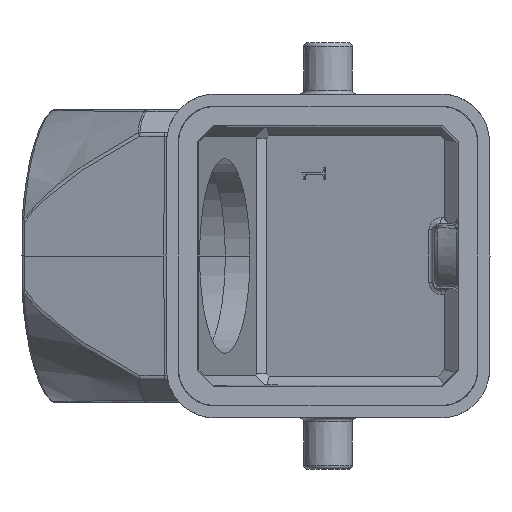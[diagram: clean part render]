
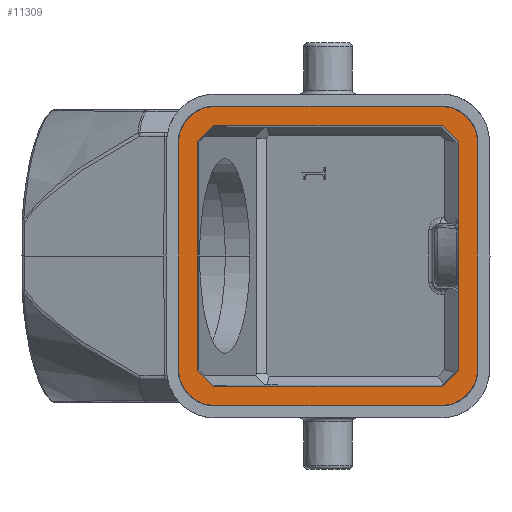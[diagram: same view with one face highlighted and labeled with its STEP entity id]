
A CAD part, front view. The second image highlights one B-rep face of the part: STEP entity #11309.
In plain terms, the highlighted planar face has unit normal (0, -1, 0).
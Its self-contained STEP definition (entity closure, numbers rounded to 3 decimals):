
#3595=DIRECTION('',(0.,0.,1.));
#3596=VECTOR('',#3595,18.805);
#3597=CARTESIAN_POINT('',(10.75,3.7,-9.403));
#3598=LINE('',#3597,#3596);
#3678=CARTESIAN_POINT('',(-9.3,3.7,9.3));
#3679=DIRECTION('',(0.,-1.,0.));
#3680=DIRECTION('',(0.,0.,1.));
#3681=AXIS2_PLACEMENT_3D('',#3678,#3679,#3680);
#3683=CARTESIAN_POINT('',(9.3,3.7,9.3));
#3684=DIRECTION('',(0.,-1.,0.));
#3685=DIRECTION('',(1.,0.,0.));
#3686=AXIS2_PLACEMENT_3D('',#3683,#3684,#3685);
#3688=CARTESIAN_POINT('',(9.3,3.7,-9.3));
#3689=DIRECTION('',(0.,-1.,0.));
#3690=DIRECTION('',(0.,0.,-1.));
#3691=AXIS2_PLACEMENT_3D('',#3688,#3689,#3690);
#3693=CARTESIAN_POINT('',(-9.3,3.7,-9.3));
#3694=DIRECTION('',(0.,-1.,0.));
#3695=DIRECTION('',(-1.,0.,0.));
#3696=AXIS2_PLACEMENT_3D('',#3693,#3694,#3695);
#3698=DIRECTION('',(-0.707,0.,0.707));
#3699=VECTOR('',#3698,1.906);
#3700=CARTESIAN_POINT('',(-9.403,3.7,-10.75));
#3701=LINE('',#3700,#3699);
#3702=DIRECTION('',(-0.707,0.,-0.707));
#3703=VECTOR('',#3702,1.906);
#3704=CARTESIAN_POINT('',(10.75,3.7,-9.403));
#3705=LINE('',#3704,#3703);
#3706=DIRECTION('',(0.707,0.,-0.707));
#3707=VECTOR('',#3706,1.906);
#3708=CARTESIAN_POINT('',(9.403,3.7,10.75));
#3709=LINE('',#3708,#3707);
#3710=DIRECTION('',(0.707,0.,0.707));
#3711=VECTOR('',#3710,1.906);
#3712=CARTESIAN_POINT('',(-10.75,3.7,9.403));
#3713=LINE('',#3712,#3711);
#3714=DIRECTION('',(0.,0.,1.));
#3715=VECTOR('',#3714,18.6);
#3716=CARTESIAN_POINT('',(-12.3,3.7,-9.3));
#3717=LINE('',#3716,#3715);
#3734=DIRECTION('',(1.,0.,0.));
#3735=VECTOR('',#3734,18.6);
#3736=CARTESIAN_POINT('',(-9.3,3.7,12.3));
#3737=LINE('',#3736,#3735);
#3750=DIRECTION('',(0.,0.,-1.));
#3751=VECTOR('',#3750,18.6);
#3752=CARTESIAN_POINT('',(12.3,3.7,9.3));
#3753=LINE('',#3752,#3751);
#3766=DIRECTION('',(-1.,0.,0.));
#3767=VECTOR('',#3766,18.6);
#3768=CARTESIAN_POINT('',(9.3,3.7,-12.3));
#3769=LINE('',#3768,#3767);
#3778=DIRECTION('',(1.,0.,0.));
#3779=VECTOR('',#3778,18.805);
#3780=CARTESIAN_POINT('',(-9.403,3.7,-10.75));
#3781=LINE('',#3780,#3779);
#3868=DIRECTION('',(0.,0.,-1.));
#3869=VECTOR('',#3868,18.805);
#3870=CARTESIAN_POINT('',(-10.75,3.7,9.403));
#3871=LINE('',#3870,#3869);
#3884=DIRECTION('',(-1.,0.,0.));
#3885=VECTOR('',#3884,18.805);
#3886=CARTESIAN_POINT('',(9.403,3.7,10.75));
#3887=LINE('',#3886,#3885);
#5190=CARTESIAN_POINT('',(10.75,3.7,9.403));
#5192=VERTEX_POINT('',#5190);
#5320=CARTESIAN_POINT('',(9.403,3.7,10.75));
#5321=VERTEX_POINT('',#5320);
#5384=CARTESIAN_POINT('',(10.75,3.7,-9.403));
#5385=CARTESIAN_POINT('',(9.403,3.7,-10.75));
#5386=VERTEX_POINT('',#5384);
#5387=VERTEX_POINT('',#5385);
#5392=CARTESIAN_POINT('',(-9.403,3.7,-10.75));
#5394=VERTEX_POINT('',#5392);
#5396=CARTESIAN_POINT('',(-9.403,3.7,10.75));
#5397=VERTEX_POINT('',#5396);
#5423=CARTESIAN_POINT('',(-10.75,3.7,-9.403));
#5424=VERTEX_POINT('',#5423);
#5435=CARTESIAN_POINT('',(-10.75,3.7,9.403));
#5436=VERTEX_POINT('',#5435);
#5483=CARTESIAN_POINT('',(-9.3,3.7,12.3));
#5484=VERTEX_POINT('',#5483);
#5485=CARTESIAN_POINT('',(-12.3,3.7,9.3));
#5486=VERTEX_POINT('',#5485);
#5495=CARTESIAN_POINT('',(12.3,3.7,9.3));
#5496=CARTESIAN_POINT('',(9.3,3.7,12.3));
#5497=VERTEX_POINT('',#5495);
#5498=VERTEX_POINT('',#5496);
#5499=CARTESIAN_POINT('',(9.3,3.7,-12.3));
#5500=VERTEX_POINT('',#5499);
#5501=CARTESIAN_POINT('',(-12.3,3.7,-9.3));
#5502=CARTESIAN_POINT('',(-9.3,3.7,-12.3));
#5503=VERTEX_POINT('',#5501);
#5504=VERTEX_POINT('',#5502);
#5506=CARTESIAN_POINT('',(12.3,3.7,-9.3));
#5508=VERTEX_POINT('',#5506);
#11271=CARTESIAN_POINT('',(0.,3.7,-11.9));
#11272=DIRECTION('',(0.,-1.,0.));
#11273=DIRECTION('',(0.,0.,-1.));
#11274=AXIS2_PLACEMENT_3D('',#11271,#11272,#11273);
#11275=PLANE('',#11274);
#11277=ORIENTED_EDGE('',*,*,#11276,.T.);
#11279=ORIENTED_EDGE('',*,*,#11278,.F.);
#11281=ORIENTED_EDGE('',*,*,#11280,.T.);
#11283=ORIENTED_EDGE('',*,*,#11282,.F.);
#11285=ORIENTED_EDGE('',*,*,#11284,.T.);
#11286=ORIENTED_EDGE('',*,*,#5566,.F.);
#11288=ORIENTED_EDGE('',*,*,#11287,.T.);
#11290=ORIENTED_EDGE('',*,*,#11289,.F.);
#11291=EDGE_LOOP('',(#11277,#11279,#11281,#11283,#11285,#11286,#11288,#11290));
#11292=FACE_OUTER_BOUND('',#11291,.F.);
#11294=ORIENTED_EDGE('',*,*,#11293,.F.);
#11296=ORIENTED_EDGE('',*,*,#11295,.T.);
#11298=ORIENTED_EDGE('',*,*,#11297,.F.);
#11299=ORIENTED_EDGE('',*,*,#11010,.T.);
#11300=ORIENTED_EDGE('',*,*,#10570,.F.);
#11302=ORIENTED_EDGE('',*,*,#11301,.T.);
#11304=ORIENTED_EDGE('',*,*,#11303,.F.);
#11306=ORIENTED_EDGE('',*,*,#11305,.T.);
#11307=EDGE_LOOP('',(#11294,#11296,#11298,#11299,#11300,#11302,#11304,#11306));
#11308=FACE_BOUND('',#11307,.F.);
#3682=CIRCLE('',#3681,3.);
#3687=CIRCLE('',#3686,3.);
#3692=CIRCLE('',#3691,3.);
#3697=CIRCLE('',#3696,3.);
#5566=EDGE_CURVE('',#5500,#5508,#3692,.T.);
#10570=EDGE_CURVE('',#5321,#5192,#3709,.T.);
#11010=EDGE_CURVE('',#5386,#5192,#3598,.T.);
#11276=EDGE_CURVE('',#5503,#5486,#3717,.T.);
#11278=EDGE_CURVE('',#5484,#5486,#3682,.T.);
#11280=EDGE_CURVE('',#5484,#5498,#3737,.T.);
#11282=EDGE_CURVE('',#5497,#5498,#3687,.T.);
#11284=EDGE_CURVE('',#5497,#5508,#3753,.T.);
#11287=EDGE_CURVE('',#5500,#5504,#3769,.T.);
#11289=EDGE_CURVE('',#5503,#5504,#3697,.T.);
#11293=EDGE_CURVE('',#5394,#5424,#3701,.T.);
#11295=EDGE_CURVE('',#5394,#5387,#3781,.T.);
#11297=EDGE_CURVE('',#5386,#5387,#3705,.T.);
#11301=EDGE_CURVE('',#5321,#5397,#3887,.T.);
#11303=EDGE_CURVE('',#5436,#5397,#3713,.T.);
#11305=EDGE_CURVE('',#5436,#5424,#3871,.T.);
#11309=ADVANCED_FACE('',(#11292,#11308),#11275,.T.);
